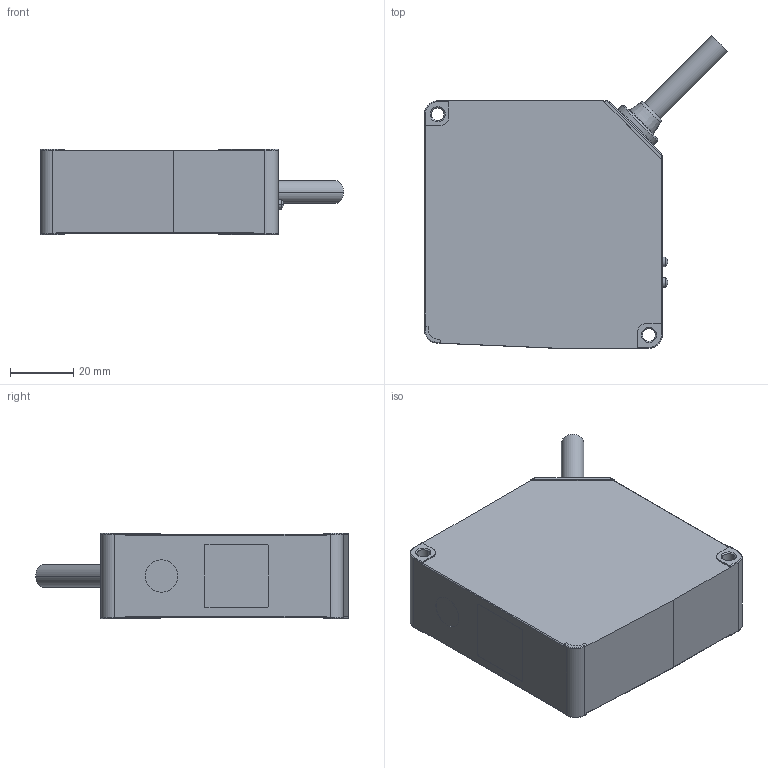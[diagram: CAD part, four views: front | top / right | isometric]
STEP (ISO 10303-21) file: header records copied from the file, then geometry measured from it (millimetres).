
FILE_DESCRIPTION(('CoCreate Modeling STEP Export'),'2;1');
FILE_NAME('CD5_150_&_CD5-W150.stp','2013-12-26T18:14:01',(''),(''),'CoCreate Modeling STEP processor for AP214 (Solid Model)','CoCreate Modeling 16.50A 01-Dec-2009 (C) Parametric Technology GmbH','');
FILE_SCHEMA(('AUTOMOTIVE_DESIGN { 1 0 10303 214 1 1 1 1 }'));
Length unit declared in the file: millimetre
Products named in the file (1): CD-150
Bounding box: 95.6 x 98.6 x 27 mm (x, y, z)
Volume: 149575.8 mm3; surface area: 20476.9 mm2
Topology: 1 solids, 1 shells, 146 faces, 370 edges, 230 vertices
Faces by surface type: cylinder 60, plane 48, torus 22, cone 12, sphere 4
Entity records: 4688 total; most frequent: CARTESIAN_POINT 1262, ORIENTED_EDGE 732, DIRECTION 704, EDGE_CURVE 366, AXIS2_PLACEMENT_3D 256, VERTEX_POINT 230, VECTOR 192, LINE 192
